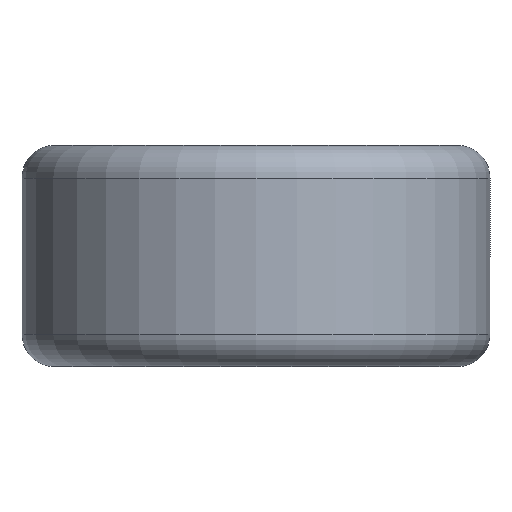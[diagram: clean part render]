
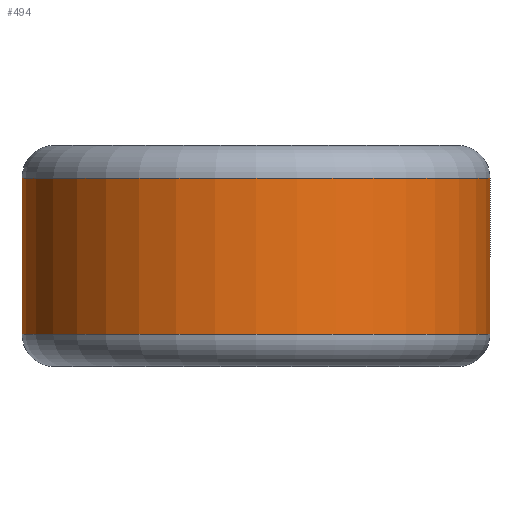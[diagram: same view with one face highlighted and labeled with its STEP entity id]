
A CAD part, front view. The second image highlights one B-rep face of the part: STEP entity #494.
In plain terms, the highlighted cylindrical face has radius 228.6 mm (diameter 457.2 mm), a full revolution.
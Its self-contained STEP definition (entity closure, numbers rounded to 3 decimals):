
#50=FACE_OUTER_BOUND('',#78,.T.);
#78=EDGE_LOOP('',(#332,#333,#334,#335,#336,#337));
#110=LINE('',#857,#116);
#116=VECTOR('',#650,228.6);
#122=CIRCLE('',#543,228.6);
#123=CIRCLE('',#544,228.6);
#124=CIRCLE('',#545,228.6);
#125=CIRCLE('',#546,228.6);
#196=VERTEX_POINT('',#852);
#197=VERTEX_POINT('',#853);
#198=VERTEX_POINT('',#856);
#199=VERTEX_POINT('',#858);
#252=EDGE_CURVE('',#196,#197,#122,.T.);
#253=EDGE_CURVE('',#197,#196,#123,.T.);
#254=EDGE_CURVE('',#197,#198,#110,.T.);
#255=EDGE_CURVE('',#198,#199,#124,.T.);
#256=EDGE_CURVE('',#199,#198,#125,.T.);
#332=ORIENTED_EDGE('',*,*,#252,.F.);
#333=ORIENTED_EDGE('',*,*,#253,.F.);
#334=ORIENTED_EDGE('',*,*,#254,.T.);
#335=ORIENTED_EDGE('',*,*,#255,.T.);
#336=ORIENTED_EDGE('',*,*,#256,.T.);
#337=ORIENTED_EDGE('',*,*,#254,.F.);
#492=CYLINDRICAL_SURFACE('',#542,228.6);
#494=ADVANCED_FACE('',(#50),#492,.T.);
#542=AXIS2_PLACEMENT_3D('',#851,#644,#645);
#543=AXIS2_PLACEMENT_3D('',#854,#646,#647);
#544=AXIS2_PLACEMENT_3D('',#855,#648,#649);
#545=AXIS2_PLACEMENT_3D('',#859,#651,#652);
#546=AXIS2_PLACEMENT_3D('',#860,#653,#654);
#644=DIRECTION('center_axis',(0.,0.,1.));
#645=DIRECTION('ref_axis',(1.,0.,0.));
#646=DIRECTION('center_axis',(0.,0.,1.));
#647=DIRECTION('ref_axis',(0.,-1.,0.));
#648=DIRECTION('center_axis',(0.,0.,1.));
#649=DIRECTION('ref_axis',(0.,-1.,0.));
#650=DIRECTION('',(0.,0.,-1.));
#651=DIRECTION('center_axis',(0.,0.,1.));
#652=DIRECTION('ref_axis',(0.,-1.,0.));
#653=DIRECTION('center_axis',(0.,0.,1.));
#654=DIRECTION('ref_axis',(0.,-1.,0.));
#851=CARTESIAN_POINT('Origin',(0.,0.,5.));
#852=CARTESIAN_POINT('',(0.,228.6,81.2));
#853=CARTESIAN_POINT('',(-228.6,0.,81.2));
#854=CARTESIAN_POINT('Origin',(0.,0.,
81.2));
#855=CARTESIAN_POINT('Origin',(0.,0.,
81.2));
#856=CARTESIAN_POINT('',(-228.6,0.,-71.2));
#857=CARTESIAN_POINT('',(-228.6,0.,5.));
#858=CARTESIAN_POINT('',(0.,228.6,-71.2));
#859=CARTESIAN_POINT('Origin',(0.,0.,
-71.2));
#860=CARTESIAN_POINT('Origin',(0.,0.,
-71.2));
